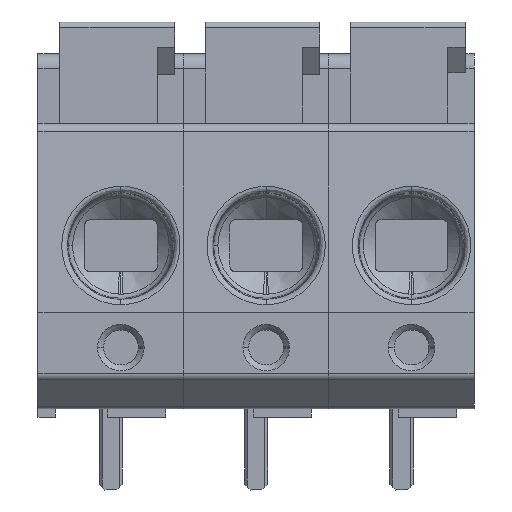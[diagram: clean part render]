
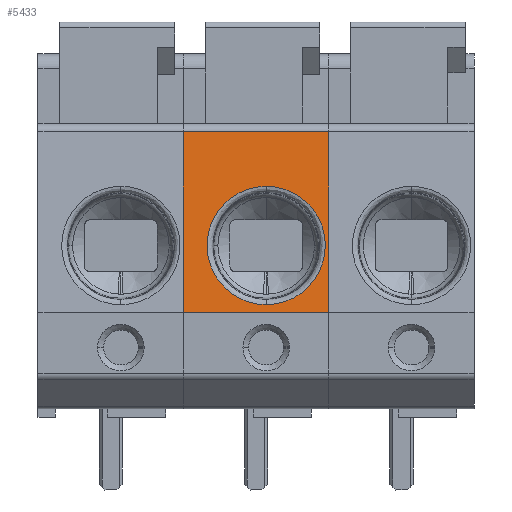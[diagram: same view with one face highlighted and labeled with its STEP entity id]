
A CAD part, front view. The second image highlights one B-rep face of the part: STEP entity #5433.
In plain terms, the highlighted planar face has unit normal (0, -0.996, 0.087).
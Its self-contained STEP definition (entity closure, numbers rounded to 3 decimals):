
#5433=ADVANCED_FACE('',(#13315,#13316),#13317,.T.);
#5989=EDGE_CURVE('',#14189,#14192,#14193,.T.);
#6211=EDGE_CURVE('',#14189,#14506,#14507,.T.);
#6213=EDGE_CURVE('',#14506,#14509,#14510,.T.);
#6215=EDGE_CURVE('',#14509,#14192,#14512,.T.);
#6217=EDGE_CURVE('',#14514,#14515,#14516,.T.);
#6219=EDGE_CURVE('',#14515,#14514,#14518,.T.);
#13315=FACE_OUTER_BOUND('',#25477,.T.);
#13316=FACE_BOUND('',#25478,.T.);
#13317=PLANE('',#25479);
#14189=VERTEX_POINT('',#27000);
#14192=VERTEX_POINT('',#27004);
#14193=LINE('',#27005,#27006);
#14506=VERTEX_POINT('',#27516);
#14507=LINE('',#27517,#27518);
#14509=VERTEX_POINT('',#27521);
#14510=LINE('',#27522,#27523);
#14512=LINE('',#27526,#27527);
#14514=VERTEX_POINT('',#27530);
#14515=VERTEX_POINT('',#27531);
#14516=B_SPLINE_CURVE_WITH_KNOTS('',3,(#27532,#27533,#27534,#27535,#27536,#27537,#27538,#27539,#27540,#27541,#27542,#27543,#27544,#27545,#27546,#27547,#27548,#27549,#27550,#27551,#27552,#27553,#27554,#27555,#27556,#27557,#27558,#27559,#27560,#27561),.UNSPECIFIED.,.F.,.F.,(4,2,2,2,2,2,2,2,2,2,2,2,2,2,4),(0.0,0.024,0.102,0.181,0.259,0.338,0.416,0.495,0.574,0.653,0.733,0.812,0.891,0.945,1.0),.UNSPECIFIED.);
#14518=B_SPLINE_CURVE_WITH_KNOTS('',3,(#27564,#27565,#27566,#27567,#27568,#27569,#27570,#27571,#27572,#27573,#27574,#27575,#27576,#27577,#27578,#27579,#27580,#27581,#27582,#27583,#27584,#27585,#27586,#27587,#27588,#27589,#27590,#27591,#27592,#27593),.UNSPECIFIED.,.F.,.F.,(4,2,2,2,2,2,2,2,2,2,2,2,2,2,4),(0.0,0.078,0.157,0.235,0.313,0.392,0.471,0.55,0.629,0.708,0.787,0.866,0.945,0.985,1.0),.UNSPECIFIED.);
#25477=EDGE_LOOP('',(#42687,#42688,#42689,#42690));
#25478=EDGE_LOOP('',(#42691,#42692));
#25479=AXIS2_PLACEMENT_3D('',#42693,#42694,#42695);
#27000=CARTESIAN_POINT('',(5.,-1.505,9.826));
#27004=CARTESIAN_POINT('',(10.,-1.505,9.826));
#27005=CARTESIAN_POINT('',(5.,-1.505,9.826));
#27006=VECTOR('',#44374,1.0);
#27516=CARTESIAN_POINT('',(5.,-2.05,3.6));
#27517=CARTESIAN_POINT('',(5.,-1.505,9.826));
#27518=VECTOR('',#44533,1.0);
#27521=CARTESIAN_POINT('',(10.,-2.05,3.6));
#27522=CARTESIAN_POINT('',(5.,-2.05,3.6));
#27523=VECTOR('',#44534,1.0);
#27526=CARTESIAN_POINT('',(10.,-2.05,3.6));
#27527=VECTOR('',#44535,1.0);
#27530=CARTESIAN_POINT('',(7.85,-2.026,3.876));
#27531=CARTESIAN_POINT('',(7.85,-1.67,7.946));
#27532=CARTESIAN_POINT('',(7.85,-2.026,3.876));
#27533=CARTESIAN_POINT('',(7.901,-2.026,3.876));
#27534=CARTESIAN_POINT('',(7.951,-2.026,3.878));
#27535=CARTESIAN_POINT('',(8.169,-2.024,3.894));
#27536=CARTESIAN_POINT('',(8.335,-2.021,3.928));
#27537=CARTESIAN_POINT('',(8.653,-2.012,4.034));
#27538=CARTESIAN_POINT('',(8.804,-2.006,4.106));
#27539=CARTESIAN_POINT('',(9.086,-1.99,4.286));
#27540=CARTESIAN_POINT('',(9.215,-1.981,4.393));
#27541=CARTESIAN_POINT('',(9.445,-1.959,4.637));
#27542=CARTESIAN_POINT('',(9.545,-1.947,4.772));
#27543=CARTESIAN_POINT('',(9.708,-1.922,5.064));
#27544=CARTESIAN_POINT('',(9.771,-1.908,5.22));
#27545=CARTESIAN_POINT('',(9.859,-1.88,5.544));
#27546=CARTESIAN_POINT('',(9.882,-1.865,5.711));
#27547=CARTESIAN_POINT('',(9.887,-1.836,6.048));
#27548=CARTESIAN_POINT('',(9.869,-1.821,6.216));
#27549=CARTESIAN_POINT('',(9.792,-1.792,6.544));
#27550=CARTESIAN_POINT('',(9.732,-1.779,6.702));
#27551=CARTESIAN_POINT('',(9.576,-1.752,7.002));
#27552=CARTESIAN_POINT('',(9.48,-1.74,7.141));
#27553=CARTESIAN_POINT('',(9.255,-1.718,7.393));
#27554=CARTESIAN_POINT('',(9.127,-1.708,7.504));
#27555=CARTESIAN_POINT('',(8.847,-1.692,7.693));
#27556=CARTESIAN_POINT('',(8.696,-1.685,7.77));
#27557=CARTESIAN_POINT('',(8.427,-1.677,7.866));
#27558=CARTESIAN_POINT('',(8.314,-1.674,7.896));
#27559=CARTESIAN_POINT('',(8.084,-1.671,7.936));
#27560=CARTESIAN_POINT('',(7.967,-1.67,7.946));
#27561=CARTESIAN_POINT('',(7.85,-1.67,7.946));
#27564=CARTESIAN_POINT('',(7.85,-1.67,7.946));
#27565=CARTESIAN_POINT('',(7.683,-1.67,7.946));
#27566=CARTESIAN_POINT('',(7.516,-1.672,7.926));
#27567=CARTESIAN_POINT('',(7.191,-1.679,7.844));
#27568=CARTESIAN_POINT('',(7.034,-1.684,7.783));
#27569=CARTESIAN_POINT('',(6.74,-1.698,7.625));
#27570=CARTESIAN_POINT('',(6.603,-1.706,7.528));
#27571=CARTESIAN_POINT('',(6.355,-1.726,7.302));
#27572=CARTESIAN_POINT('',(6.246,-1.737,7.175));
#27573=CARTESIAN_POINT('',(6.061,-1.762,6.896));
#27574=CARTESIAN_POINT('',(5.986,-1.775,6.745));
#27575=CARTESIAN_POINT('',(5.875,-1.803,6.429));
#27576=CARTESIAN_POINT('',(5.839,-1.817,6.264));
#27577=CARTESIAN_POINT('',(5.808,-1.846,5.93));
#27578=CARTESIAN_POINT('',(5.814,-1.861,5.761));
#27579=CARTESIAN_POINT('',(5.866,-1.89,5.428));
#27580=CARTESIAN_POINT('',(5.913,-1.904,5.265));
#27581=CARTESIAN_POINT('',(6.046,-1.931,4.955));
#27582=CARTESIAN_POINT('',(6.131,-1.944,4.809));
#27583=CARTESIAN_POINT('',(6.337,-1.968,4.54));
#27584=CARTESIAN_POINT('',(6.456,-1.978,4.419));
#27585=CARTESIAN_POINT('',(6.72,-1.997,4.21));
#27586=CARTESIAN_POINT('',(6.865,-2.004,4.122));
#27587=CARTESIAN_POINT('',(7.173,-2.016,3.985));
#27588=CARTESIAN_POINT('',(7.335,-2.021,3.935));
#27589=CARTESIAN_POINT('',(7.584,-2.024,3.892));
#27590=CARTESIAN_POINT('',(7.667,-2.025,3.883));
#27591=CARTESIAN_POINT('',(7.784,-2.026,3.877));
#27592=CARTESIAN_POINT('',(7.817,-2.026,3.876));
#27593=CARTESIAN_POINT('',(7.85,-2.026,3.876));
#42687=ORIENTED_EDGE('',*,*,#5989,.F.);
#42688=ORIENTED_EDGE('',*,*,#6211,.T.);
#42689=ORIENTED_EDGE('',*,*,#6213,.T.);
#42690=ORIENTED_EDGE('',*,*,#6215,.T.);
#42691=ORIENTED_EDGE('',*,*,#6217,.F.);
#42692=ORIENTED_EDGE('',*,*,#6219,.F.);
#42693=CARTESIAN_POINT('',(4.875,-1.492,9.982));
#42694=DIRECTION('',(0.,-0.996,0.087));
#42695=DIRECTION('',(-1.0,0.,0.0));
#44374=DIRECTION('',(1.0,0.,0.));
#44533=DIRECTION('',(0.,-0.087,-0.996));
#44534=DIRECTION('',(1.0,0.,0.));
#44535=DIRECTION('',(0.,0.087,0.996));
